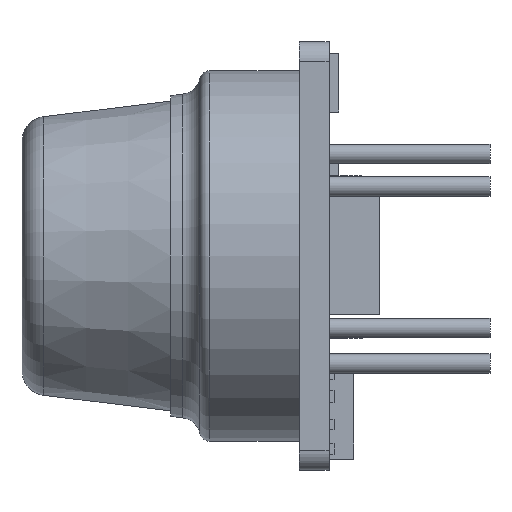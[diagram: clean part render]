
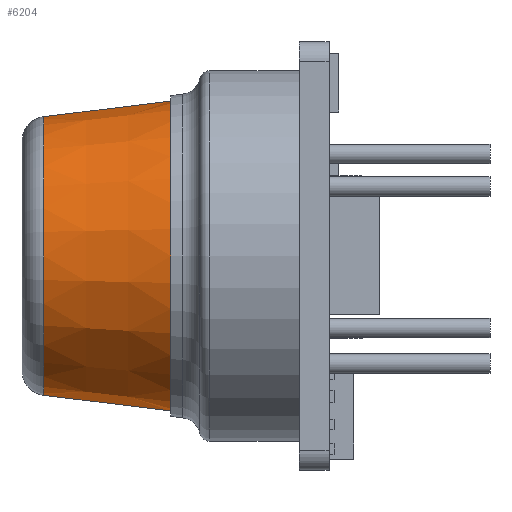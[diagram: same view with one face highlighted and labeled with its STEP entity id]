
A CAD part, left-side view. The second image highlights one B-rep face of the part: STEP entity #6204.
In plain terms, the highlighted conical face has half-angle 7 degrees and reference radius 7.944 mm.
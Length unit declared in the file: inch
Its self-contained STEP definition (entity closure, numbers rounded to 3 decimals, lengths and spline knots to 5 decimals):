
#142 = LINE ( 'NONE', #10221, #2541 ) ;
#174 = CARTESIAN_POINT ( 'NONE',  ( -0.25898, 0.32, 0.31274 ) ) ;
#387 = DIRECTION ( 'NONE',  ( 0., -1., 0. ) ) ;
#622 = DIRECTION ( 'NONE',  ( 0., -1., 0. ) ) ;
#1031 = CARTESIAN_POINT ( 'NONE',  ( -0.25898, 0.32, -0.31274 ) ) ;
#1414 = EDGE_CURVE ( 'NONE', #6260, #6892, #7734, .T. ) ;
#1996 = CARTESIAN_POINT ( 'NONE',  ( -0.25898, 0.57609, 0.28129 ) ) ;
#2387 = DIRECTION ( 'NONE',  ( 0., -0.993, 0.122 ) ) ;
#2541 = VECTOR ( 'NONE', #4220, 39.37008 ) ;
#3031 = ORIENTED_EDGE ( 'NONE', *, *, #8512, .F. ) ;
#3997 = CARTESIAN_POINT ( 'NONE',  ( -0.25898, 0.32, 0.31274 ) ) ;
#4220 = DIRECTION ( 'NONE',  ( 0., -0.993, -0.122 ) ) ;
#4665 = VERTEX_POINT ( 'NONE', #1996 ) ;
#4914 = LINE ( 'NONE', #3997, #9937 ) ;
#6204 = ADVANCED_FACE ( 'NONE', ( #8935 ), #9322, .T. ) ;
#6260 = VERTEX_POINT ( 'NONE', #1031 ) ;
#6261 = VERTEX_POINT ( 'NONE', #10762 ) ;
#6669 = AXIS2_PLACEMENT_3D ( 'NONE', #8154, #622, #9767 ) ;
#6743 = CARTESIAN_POINT ( 'NONE',  ( -0.25898, 0.32, 0. ) ) ;
#6892 = VERTEX_POINT ( 'NONE', #174 ) ;
#7734 = CIRCLE ( 'NONE', #9165, 0.31274 ) ;
#7918 = CARTESIAN_POINT ( 'NONE',  ( -0.25898, 0.57609, 0. ) ) ;
#8154 = CARTESIAN_POINT ( 'NONE',  ( -0.25898, 0.32, 0. ) ) ;
#8512 = EDGE_CURVE ( 'NONE', #4665, #6892, #4914, .T. ) ;
#8935 = FACE_OUTER_BOUND ( 'NONE', #9806, .T. ) ;
#9097 = DIRECTION ( 'NONE',  ( 0., 1., 0. ) ) ;
#9165 = AXIS2_PLACEMENT_3D ( 'NONE', #6743, #9097, #10768 ) ;
#9322 = CONICAL_SURFACE ( 'NONE', #6669, 0.31274, 0.122 ) ;
#9387 = AXIS2_PLACEMENT_3D ( 'NONE', #7918, #387, #9559 ) ;
#9451 = ORIENTED_EDGE ( 'NONE', *, *, #10828, .T. ) ;
#9559 = DIRECTION ( 'NONE',  ( 0., 0., -1. ) ) ;
#9767 = DIRECTION ( 'NONE',  ( 0., 0., 1. ) ) ;
#9806 = EDGE_LOOP ( 'NONE', ( #10271, #9451, #10502, #3031 ) ) ;
#9848 = EDGE_CURVE ( 'NONE', #4665, #6261, #10465, .T. ) ;
#9937 = VECTOR ( 'NONE', #2387, 39.37008 ) ;
#10221 = CARTESIAN_POINT ( 'NONE',  ( -0.25898, 0.32, -0.31274 ) ) ;
#10271 = ORIENTED_EDGE ( 'NONE', *, *, #9848, .T. ) ;
#10465 = CIRCLE ( 'NONE', #9387, 0.28129 ) ;
#10502 = ORIENTED_EDGE ( 'NONE', *, *, #1414, .T. ) ;
#10762 = CARTESIAN_POINT ( 'NONE',  ( -0.25898, 0.57609, -0.28129 ) ) ;
#10768 = DIRECTION ( 'NONE',  ( 0., 0., 1. ) ) ;
#10828 = EDGE_CURVE ( 'NONE', #6261, #6260, #142, .T. ) ;
